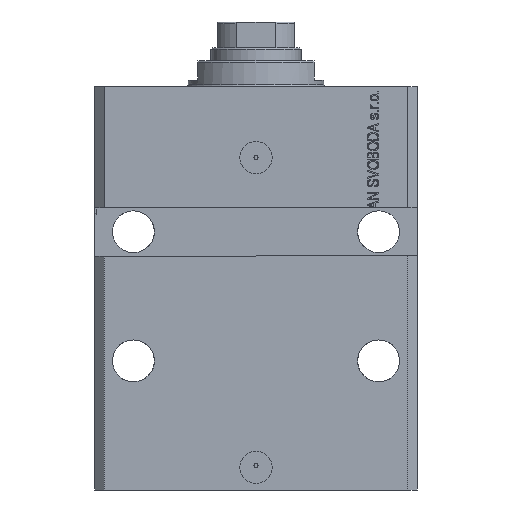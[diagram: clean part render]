
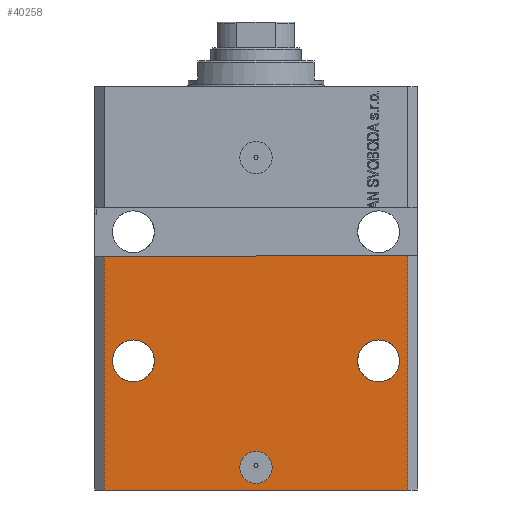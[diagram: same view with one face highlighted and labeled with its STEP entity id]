
A CAD part, front view. The second image highlights one B-rep face of the part: STEP entity #40258.
In plain terms, the highlighted planar face has unit normal (0, -1, 0).
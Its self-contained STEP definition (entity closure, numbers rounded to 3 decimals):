
#391 = VERTEX_POINT ( 'NONE', #2263 ) ;
#469 = VERTEX_POINT ( 'NONE', #39208 ) ;
#543 = DIRECTION ( 'NONE',  ( 1., 0., 0. ) ) ;
#795 = VECTOR ( 'NONE', #41563, 1000. ) ;
#1554 = AXIS2_PLACEMENT_3D ( 'NONE', #9123, #19184, #30164 ) ;
#1909 = ORIENTED_EDGE ( 'NONE', *, *, #18330, .T. ) ;
#2090 = CARTESIAN_POINT ( 'NONE',  ( 31.5, -37.5, -85. ) ) ;
#2263 = CARTESIAN_POINT ( 'NONE',  ( -31.5, -37.5, -85. ) ) ;
#2495 = VERTEX_POINT ( 'NONE', #27251 ) ;
#2556 = CIRCLE ( 'NONE', #14216, 6.5 ) ;
#3510 = ORIENTED_EDGE ( 'NONE', *, *, #28566, .F. ) ;
#4039 = CARTESIAN_POINT ( 'NONE',  ( 47., -37.5, -125. ) ) ;
#4271 = ORIENTED_EDGE ( 'NONE', *, *, #9475, .F. ) ;
#4512 = ORIENTED_EDGE ( 'NONE', *, *, #34072, .F. ) ;
#5060 = CIRCLE ( 'NONE', #37767, 6.5 ) ;
#5181 = AXIS2_PLACEMENT_3D ( 'NONE', #18586, #11029, #543 ) ;
#6000 = CARTESIAN_POINT ( 'NONE',  ( -5., -37.5, -118. ) ) ;
#6175 = VERTEX_POINT ( 'NONE', #47997 ) ;
#6183 = CARTESIAN_POINT ( 'NONE',  ( 44.5, -37.5, -85. ) ) ;
#6787 = VECTOR ( 'NONE', #45004, 1000. ) ;
#8642 = CARTESIAN_POINT ( 'NONE',  ( -38., -37.5, -85. ) ) ;
#8671 = EDGE_LOOP ( 'NONE', ( #35629, #4512 ) ) ;
#8935 = CARTESIAN_POINT ( 'NONE',  ( -47., -37.5, -125. ) ) ;
#9123 = CARTESIAN_POINT ( 'NONE',  ( 38., -37.5, -85. ) ) ;
#9475 = EDGE_CURVE ( 'NONE', #31990, #2495, #20760, .T. ) ;
#10056 = CARTESIAN_POINT ( 'NONE',  ( -50., -37.5, -52.5 ) ) ;
#11028 = CARTESIAN_POINT ( 'NONE',  ( -44.5, -37.5, -85. ) ) ;
#11029 = DIRECTION ( 'NONE',  ( 0., -1., 0. ) ) ;
#11261 = FACE_OUTER_BOUND ( 'NONE', #45576, .T. ) ;
#11991 = PLANE ( 'NONE',  #5181 ) ;
#12202 = AXIS2_PLACEMENT_3D ( 'NONE', #24359, #40157, #21642 ) ;
#12711 = AXIS2_PLACEMENT_3D ( 'NONE', #13528, #36404, #36644 ) ;
#13528 = CARTESIAN_POINT ( 'NONE',  ( 0., -37.5, -118. ) ) ;
#14216 = AXIS2_PLACEMENT_3D ( 'NONE', #37359, #26163, #14955 ) ;
#14393 = LINE ( 'NONE', #29508, #44302 ) ;
#14955 = DIRECTION ( 'NONE',  ( 1., 0., 0. ) ) ;
#15028 = VERTEX_POINT ( 'NONE', #6183 ) ;
#15373 = EDGE_LOOP ( 'NONE', ( #46163, #18325 ) ) ;
#15960 = DIRECTION ( 'NONE',  ( 0., -1., 0. ) ) ;
#16118 = AXIS2_PLACEMENT_3D ( 'NONE', #8642, #15960, #41307 ) ;
#16208 = EDGE_CURVE ( 'NONE', #28474, #35086, #14393, .T. ) ;
#16351 = CIRCLE ( 'NONE', #1554, 6.5 ) ;
#16637 = EDGE_CURVE ( 'NONE', #42346, #15028, #16351, .T. ) ;
#18071 = ORIENTED_EDGE ( 'NONE', *, *, #16208, .T. ) ;
#18082 = LINE ( 'NONE', #10056, #28733 ) ;
#18149 = CIRCLE ( 'NONE', #12711, 5. ) ;
#18325 = ORIENTED_EDGE ( 'NONE', *, *, #16637, .F. ) ;
#18330 = EDGE_CURVE ( 'NONE', #35086, #469, #23052, .T. ) ;
#18586 = CARTESIAN_POINT ( 'NONE',  ( -47., -37.5, -125. ) ) ;
#18791 = EDGE_CURVE ( 'NONE', #6175, #469, #18082, .T. ) ;
#19184 = DIRECTION ( 'NONE',  ( 0., -1., 0. ) ) ;
#19304 = FACE_BOUND ( 'NONE', #8671, .T. ) ;
#20760 = CIRCLE ( 'NONE', #12202, 5. ) ;
#21642 = DIRECTION ( 'NONE',  ( 1., 0., 0. ) ) ;
#21741 = DIRECTION ( 'NONE',  ( 1., 0., 0. ) ) ;
#23052 = LINE ( 'NONE', #4039, #795 ) ;
#24359 = CARTESIAN_POINT ( 'NONE',  ( 0., -37.5, -118. ) ) ;
#26163 = DIRECTION ( 'NONE',  ( 0., -1., 0. ) ) ;
#26193 = EDGE_LOOP ( 'NONE', ( #3510, #4271 ) ) ;
#26710 = DIRECTION ( 'NONE',  ( 0., -1., 0. ) ) ;
#27251 = CARTESIAN_POINT ( 'NONE',  ( 5., -37.5, -118. ) ) ;
#27966 = EDGE_CURVE ( 'NONE', #15028, #42346, #2556, .T. ) ;
#28474 = VERTEX_POINT ( 'NONE', #45444 ) ;
#28566 = EDGE_CURVE ( 'NONE', #2495, #31990, #18149, .T. ) ;
#28733 = VECTOR ( 'NONE', #21741, 1000. ) ;
#29266 = DIRECTION ( 'NONE',  ( 1., 0., 0. ) ) ;
#29508 = CARTESIAN_POINT ( 'NONE',  ( -47., -37.5, -125. ) ) ;
#30159 = LINE ( 'NONE', #8935, #6787 ) ;
#30164 = DIRECTION ( 'NONE',  ( 1., 0., 0. ) ) ;
#30281 = FACE_BOUND ( 'NONE', #26193, .T. ) ;
#31990 = VERTEX_POINT ( 'NONE', #6000 ) ;
#32152 = ORIENTED_EDGE ( 'NONE', *, *, #18791, .F. ) ;
#32340 = VERTEX_POINT ( 'NONE', #11028 ) ;
#33913 = FACE_BOUND ( 'NONE', #15373, .T. ) ;
#34072 = EDGE_CURVE ( 'NONE', #32340, #391, #5060, .T. ) ;
#35086 = VERTEX_POINT ( 'NONE', #41565 ) ;
#35629 = ORIENTED_EDGE ( 'NONE', *, *, #40931, .F. ) ;
#36404 = DIRECTION ( 'NONE',  ( 0., -1., 0. ) ) ;
#36644 = DIRECTION ( 'NONE',  ( 1., 0., 0. ) ) ;
#37109 = CIRCLE ( 'NONE', #16118, 6.5 ) ;
#37175 = CARTESIAN_POINT ( 'NONE',  ( -38., -37.5, -85. ) ) ;
#37359 = CARTESIAN_POINT ( 'NONE',  ( 38., -37.5, -85. ) ) ;
#37767 = AXIS2_PLACEMENT_3D ( 'NONE', #37175, #26710, #41556 ) ;
#39208 = CARTESIAN_POINT ( 'NONE',  ( 47., -37.5, -52.5 ) ) ;
#40157 = DIRECTION ( 'NONE',  ( 0., -1., 0. ) ) ;
#40258 = ADVANCED_FACE ( 'NONE', ( #30281, #33913, #19304, #11261 ), #11991, .T. ) ;
#40682 = EDGE_CURVE ( 'NONE', #28474, #6175, #30159, .T. ) ;
#40931 = EDGE_CURVE ( 'NONE', #391, #32340, #37109, .T. ) ;
#41307 = DIRECTION ( 'NONE',  ( -1., 0., 0. ) ) ;
#41556 = DIRECTION ( 'NONE',  ( -1., 0., 0. ) ) ;
#41563 = DIRECTION ( 'NONE',  ( 0., 0., 1. ) ) ;
#41565 = CARTESIAN_POINT ( 'NONE',  ( 47., -37.5, -125. ) ) ;
#42346 = VERTEX_POINT ( 'NONE', #2090 ) ;
#43005 = ORIENTED_EDGE ( 'NONE', *, *, #40682, .F. ) ;
#44302 = VECTOR ( 'NONE', #29266, 1000. ) ;
#45004 = DIRECTION ( 'NONE',  ( 0., 0., 1. ) ) ;
#45444 = CARTESIAN_POINT ( 'NONE',  ( -47., -37.5, -125. ) ) ;
#45576 = EDGE_LOOP ( 'NONE', ( #32152, #43005, #18071, #1909 ) ) ;
#46163 = ORIENTED_EDGE ( 'NONE', *, *, #27966, .F. ) ;
#47997 = CARTESIAN_POINT ( 'NONE',  ( -47., -37.5, -52.5 ) ) ;
